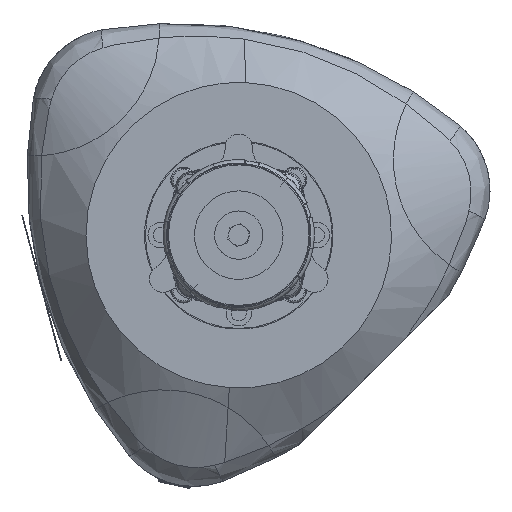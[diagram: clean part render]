
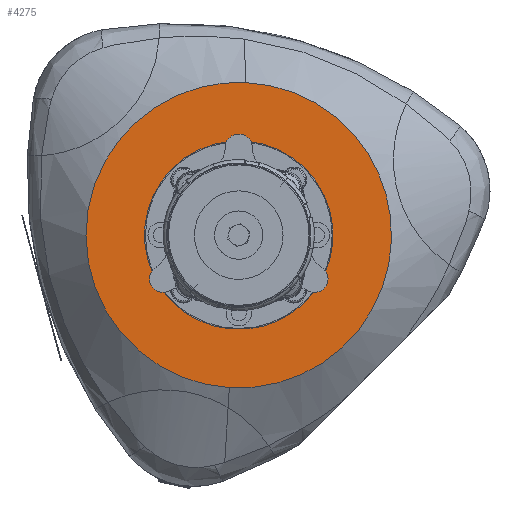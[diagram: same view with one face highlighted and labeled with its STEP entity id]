
A CAD part, front view. The second image highlights one B-rep face of the part: STEP entity #4275.
In plain terms, the highlighted planar face has unit normal (0, -1, 0).
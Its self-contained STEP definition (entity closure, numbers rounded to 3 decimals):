
#4275=ADVANCED_FACE('',(#12733,#12734),#12735,.F.);
#12733=FACE_OUTER_BOUND('',#64028,.T.);
#12734=FACE_BOUND('',#64029,.T.);
#12735=PLANE('',#64030);
#64028=EDGE_LOOP('',(#95150,#95151));
#64029=EDGE_LOOP('',(#95152,#95153));
#64030=AXIS2_PLACEMENT_3D('',#95154,#95155,#95156);
#95150=ORIENTED_EDGE('',*,*,#108021,.F.);
#95151=ORIENTED_EDGE('',*,*,#108040,.F.);
#95152=ORIENTED_EDGE('',*,*,#108159,.F.);
#95153=ORIENTED_EDGE('',*,*,#107961,.F.);
#95154=CARTESIAN_POINT('',(-0.586,-80.467,63.5));
#95155=DIRECTION('',(0.,1.0,0.));
#95156=DIRECTION('',(1.0,0.,0.0));
#107961=EDGE_CURVE('',#124319,#124321,#124322,.T.);
#108021=EDGE_CURVE('',#124435,#124436,#124437,.T.);
#108040=EDGE_CURVE('',#124436,#124435,#124466,.T.);
#108159=EDGE_CURVE('',#124321,#124319,#124643,.T.);
#124319=VERTEX_POINT('',#169902);
#124321=VERTEX_POINT('',#169905);
#124322=CIRCLE('',#169906,27.75);
#124435=VERTEX_POINT('',#170672);
#124436=VERTEX_POINT('',#170673);
#124437=B_SPLINE_CURVE_WITH_KNOTS('',3,(#170674,#170675,#170676,#170677,#170678,#170679,#170680,#170681,#170682,#170683,#170684,#170685,#170686,#170687,#170688,#170689,#170690,#170691,#170692,#170693,#170694,#170695,#170696,#170697,#170698,#170699,#170700,#170701,#170702),.UNSPECIFIED.,.F.,.F.,(4,1,1,1,1,1,2,1,1,1,1,1,1,1,2,1,1,1,1,1,2,1,1,4),(0.0,0.017,0.025,0.034,0.042,0.051,0.068,0.101,0.134,0.167,0.201,0.234,0.267,0.3,0.333,0.35,0.359,0.367,0.376,0.384,0.401,0.434,0.467,0.5),.UNSPECIFIED.);
#124466=B_SPLINE_CURVE_WITH_KNOTS('',3,(#170921,#170922,#170923,#170924,#170925,#170926,#170927,#170928,#170929,#170930,#170931,#170932,#170933,#170934,#170935,#170936,#170937,#170938,#170939,#170940,#170941,#170942,#170943,#170944,#170945),.UNSPECIFIED.,.F.,.F.,(4,1,1,1,1,1,2,1,1,1,1,1,2,1,1,1,1,1,1,1,4),(0.5,0.501,0.534,0.567,0.6,0.633,0.667,0.684,0.692,0.701,0.709,0.717,0.734,0.768,0.801,0.834,0.867,0.9,0.934,0.967,1.0),.UNSPECIFIED.);
#124643=CIRCLE('',#172195,27.75);
#169902=CARTESIAN_POINT('',(-20.208,-80.467,43.878));
#169905=CARTESIAN_POINT('',(19.036,-80.467,83.122));
#169906=AXIS2_PLACEMENT_3D('',#189209,#189210,#189211);
#170672=CARTESIAN_POINT('',(-3.358,-80.467,18.585));
#170673=CARTESIAN_POINT('',(1.408,-80.467,108.456));
#170674=CARTESIAN_POINT('',(-3.358,-80.467,18.585));
#170675=CARTESIAN_POINT('',(-4.95,-80.467,18.684));
#170676=CARTESIAN_POINT('',(-7.216,-80.467,18.949));
#170677=CARTESIAN_POINT('',(-10.111,-80.467,19.501));
#170678=CARTESIAN_POINT('',(-12.237,-80.467,20.016));
#170679=CARTESIAN_POINT('',(-14.336,-80.467,20.633));
#170680=CARTESIAN_POINT('',(-17.12,-80.467,21.602));
#170681=CARTESIAN_POINT('',(-19.214,-80.467,22.506));
#170682=CARTESIAN_POINT('',(-23.444,-80.467,24.612));
#170683=CARTESIAN_POINT('',(-28.785,-80.467,28.003));
#170684=CARTESIAN_POINT('',(-35.613,-80.467,34.713));
#170685=CARTESIAN_POINT('',(-40.905,-80.467,42.756));
#170686=CARTESIAN_POINT('',(-44.384,-80.467,51.764));
#170687=CARTESIAN_POINT('',(-45.875,-80.467,61.305));
#170688=CARTESIAN_POINT('',(-45.314,-80.467,70.917));
#170689=CARTESIAN_POINT('',(-42.756,-80.467,80.141));
#170690=CARTESIAN_POINT('',(-39.826,-80.467,85.749));
#170691=CARTESIAN_POINT('',(-37.216,-80.467,89.688));
#170692=CARTESIAN_POINT('',(-35.853,-80.467,91.517));
#170693=CARTESIAN_POINT('',(-33.927,-80.467,93.748));
#170694=CARTESIAN_POINT('',(-32.418,-80.467,95.332));
#170695=CARTESIAN_POINT('',(-30.834,-80.467,96.842));
#170696=CARTESIAN_POINT('',(-28.603,-80.467,98.768));
#170697=CARTESIAN_POINT('',(-26.774,-80.467,100.13));
#170698=CARTESIAN_POINT('',(-22.835,-80.467,102.74));
#170699=CARTESIAN_POINT('',(-17.227,-80.467,105.67));
#170700=CARTESIAN_POINT('',(-8.064,-80.467,108.212));
#170701=CARTESIAN_POINT('',(-1.722,-80.467,108.595));
#170702=CARTESIAN_POINT('',(1.408,-80.467,108.456));
#170921=CARTESIAN_POINT('',(1.408,-80.467,108.456));
#170922=CARTESIAN_POINT('',(1.471,-80.467,108.453));
#170923=CARTESIAN_POINT('',(4.726,-80.467,108.302));
#170924=CARTESIAN_POINT('',(11.15,-80.467,107.298));
#170925=CARTESIAN_POINT('',(20.158,-80.467,103.819));
#170926=CARTESIAN_POINT('',(28.201,-80.467,98.528));
#170927=CARTESIAN_POINT('',(34.911,-80.467,91.699));
#170928=CARTESIAN_POINT('',(38.303,-80.467,86.358));
#170929=CARTESIAN_POINT('',(40.408,-80.467,82.128));
#170930=CARTESIAN_POINT('',(41.312,-80.467,80.034));
#170931=CARTESIAN_POINT('',(42.281,-80.467,77.25));
#170932=CARTESIAN_POINT('',(42.898,-80.467,75.151));
#170933=CARTESIAN_POINT('',(43.413,-80.467,73.025));
#170934=CARTESIAN_POINT('',(43.966,-80.467,70.13));
#170935=CARTESIAN_POINT('',(44.23,-80.467,67.864));
#170936=CARTESIAN_POINT('',(44.521,-80.467,63.149));
#170937=CARTESIAN_POINT('',(44.255,-80.467,56.827));
#170938=CARTESIAN_POINT('',(41.859,-80.467,47.559));
#170939=CARTESIAN_POINT('',(37.538,-80.467,38.954));
#170940=CARTESIAN_POINT('',(31.477,-80.467,31.437));
#170941=CARTESIAN_POINT('',(23.96,-80.467,25.376));
#170942=CARTESIAN_POINT('',(15.355,-80.467,21.056));
#170943=CARTESIAN_POINT('',(6.087,-80.467,18.659));
#170944=CARTESIAN_POINT('',(-0.235,-80.467,18.393));
#170945=CARTESIAN_POINT('',(-3.358,-80.467,18.585));
#172195=AXIS2_PLACEMENT_3D('',#189357,#189358,#189359);
#189209=CARTESIAN_POINT('',(-0.586,-80.467,63.5));
#189210=DIRECTION('',(0.,-1.0,0.));
#189211=DIRECTION('',(0.707,0.0,0.707));
#189357=CARTESIAN_POINT('',(-0.586,-80.467,63.5));
#189358=DIRECTION('',(0.,-1.0,0.));
#189359=DIRECTION('',(0.707,0.0,0.707));
